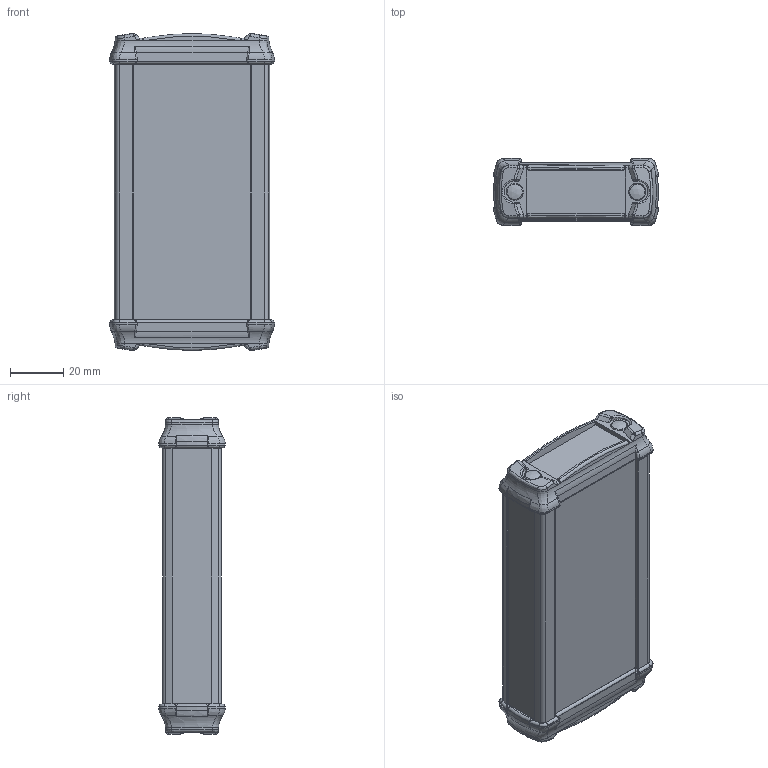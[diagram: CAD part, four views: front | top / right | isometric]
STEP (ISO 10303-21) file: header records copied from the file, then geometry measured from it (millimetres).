
FILE_DESCRIPTION((''),'2;1');
FILE_NAME('83627100.S1_ELPU 620-0100 D.stp','2010-02-09T09:47:14',('nowak'),(''),'Autodesk Inventor 2010','Autodesk Inventor 2010','');
FILE_SCHEMA(('AUTOMOTIVE_DESIGN { 1 0 10303 214 1 1 1 1 }'));
Length unit declared in the file: millimetre
Products named in the file (5): ELPU 620-0100 D; ELPU 620_1009051_3DSYM; ELD 620_1009055_3D; SHR Z KA30X10 WN 1412 MG_3DSYM; 1003804_3Dsym
Assembly tree (11 placements, depth 2):
  ELPU 620-0100 D
    ELPU 620_1009051_3DSYM
    ELD 620_1009055_3D  x2
    SHR Z KA30X10 WN 1412 MG_3DSYM  x4
    1003804_3Dsym  x4
Bounding box: 61.94 x 25 x 118.66 mm (x, y, z)
Volume: 37306.6 mm3; surface area: 42719.6 mm2
Topology: 11 solids, 11 shells, 1276 faces, 3382 edges, 2084 vertices
Faces by surface type: bspline 412, plane 343, cylinder 271, torus 140, cone 94, sphere 16
Full cylindrical faces by diameter (mm): 2 x24, 5.3 x4, 5.6 x4, 6.4 x4
Entity records: 32281 total; most frequent: CARTESIAN_POINT 17244, ORIENTED_EDGE 3324, DIRECTION 2845, EDGE_CURVE 1662, AXIS2_PLACEMENT_3D 1104, VERTEX_POINT 1057, EDGE_LOOP 665, VECTOR 637
